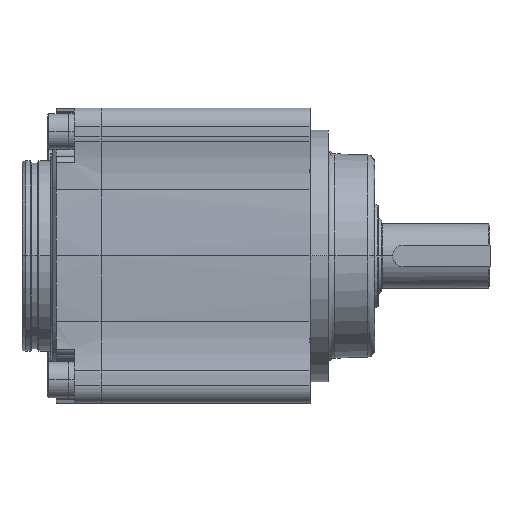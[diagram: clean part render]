
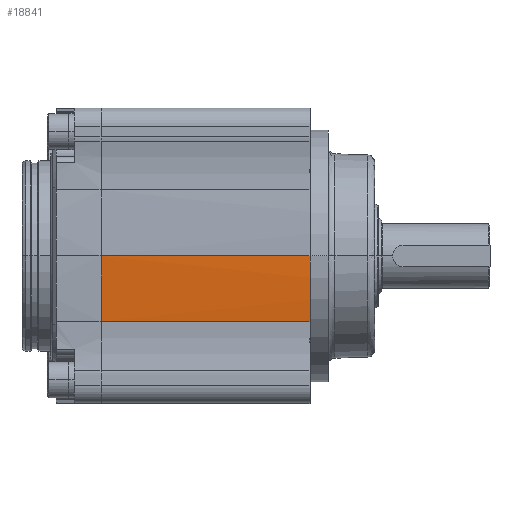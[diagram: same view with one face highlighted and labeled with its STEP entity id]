
A CAD part, top view. The second image highlights one B-rep face of the part: STEP entity #18841.
In plain terms, the highlighted cylindrical face has radius 170 mm (diameter 340 mm), a partial arc.
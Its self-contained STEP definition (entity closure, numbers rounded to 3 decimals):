
#842 = DIRECTION ( 'NONE',  ( 1., 0., 0. ) ) ;
#1758 = CARTESIAN_POINT ( 'NONE',  ( -58., 0., 40.994 ) ) ;
#1993 = EDGE_CURVE ( 'NONE', #11804, #6405, #18903, .T. ) ;
#2050 = CARTESIAN_POINT ( 'NONE',  ( 0., 0., -129.003 ) ) ;
#2150 = ORIENTED_EDGE ( 'NONE', *, *, #16666, .T. ) ;
#2664 = CIRCLE ( 'NONE', #16917, 170. ) ;
#3157 = ORIENTED_EDGE ( 'NONE', *, *, #6511, .F. ) ;
#3416 = CARTESIAN_POINT ( 'NONE',  ( 0., 0., 40.997 ) ) ;
#3704 = ORIENTED_EDGE ( 'NONE', *, *, #1993, .T. ) ;
#3741 = DIRECTION ( 'NONE',  ( 0., 0., 1. ) ) ;
#3902 = CARTESIAN_POINT ( 'NONE',  ( -58., -18.29, 40.01 ) ) ;
#4240 = CARTESIAN_POINT ( 'NONE',  ( -70.5, 0., -129.003 ) ) ;
#4531 = DIRECTION ( 'NONE',  ( -1., 0., 0. ) ) ;
#5302 = VECTOR ( 'NONE', #4531, 1000. ) ;
#6405 = VERTEX_POINT ( 'NONE', #9880 ) ;
#6511 = EDGE_CURVE ( 'NONE', #13150, #6405, #2664, .T. ) ;
#6773 = AXIS2_PLACEMENT_3D ( 'NONE', #4240, #10278, #13467 ) ;
#6804 = DIRECTION ( 'NONE',  ( 1., 0., 0. ) ) ;
#7399 = FACE_OUTER_BOUND ( 'NONE', #12639, .T. ) ;
#7977 = CARTESIAN_POINT ( 'NONE',  ( -70.5, 0., 40.997 ) ) ;
#8269 = CARTESIAN_POINT ( 'NONE',  ( -70.5, -18.29, 40.01 ) ) ;
#9163 = VECTOR ( 'NONE', #842, 1000. ) ;
#9466 = LINE ( 'NONE', #7977, #5302 ) ;
#9616 = CARTESIAN_POINT ( 'NONE',  ( -58., -18.29, 40.01 ) ) ;
#9880 = CARTESIAN_POINT ( 'NONE',  ( 0., -18.29, 40.01 ) ) ;
#10278 = DIRECTION ( 'NONE',  ( -1., 0., 0. ) ) ;
#11310 = CARTESIAN_POINT ( 'NONE',  ( -58., -6.108, 40.997 ) ) ;
#11777 = CYLINDRICAL_SURFACE ( 'NONE', #6773, 170. ) ;
#11804 = VERTEX_POINT ( 'NONE', #3902 ) ;
#12639 = EDGE_LOOP ( 'NONE', ( #3157, #2150, #12734, #3704 ) ) ;
#12734 = ORIENTED_EDGE ( 'NONE', *, *, #17396, .T. ) ;
#13150 = VERTEX_POINT ( 'NONE', #3416 ) ;
#13467 = DIRECTION ( 'NONE',  ( 0., 0., 1. ) ) ;
#13717 = B_SPLINE_CURVE_WITH_KNOTS ( 'NONE', 3,
 ( #18468, #11310, #17378, #9616 ),
 .UNSPECIFIED., .F., .F.,
 ( 4, 4 ),
 ( 0.5, 1. ),
 .UNSPECIFIED. ) ;
#13789 = VERTEX_POINT ( 'NONE', #1758 ) ;
#16666 = EDGE_CURVE ( 'NONE', #13150, #13789, #9466, .T. ) ;
#16917 = AXIS2_PLACEMENT_3D ( 'NONE', #2050, #6804, #3741 ) ;
#17378 = CARTESIAN_POINT ( 'NONE',  ( -58., -12.217, 40.667 ) ) ;
#17396 = EDGE_CURVE ( 'NONE', #13789, #11804, #13717, .T. ) ;
#18468 = CARTESIAN_POINT ( 'NONE',  ( -58., 0., 40.994 ) ) ;
#18841 = ADVANCED_FACE ( 'NONE', ( #7399 ), #11777, .T. ) ;
#18903 = LINE ( 'NONE', #8269, #9163 ) ;
